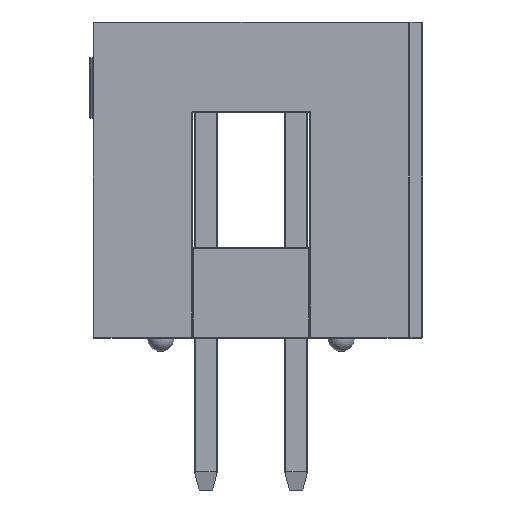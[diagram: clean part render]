
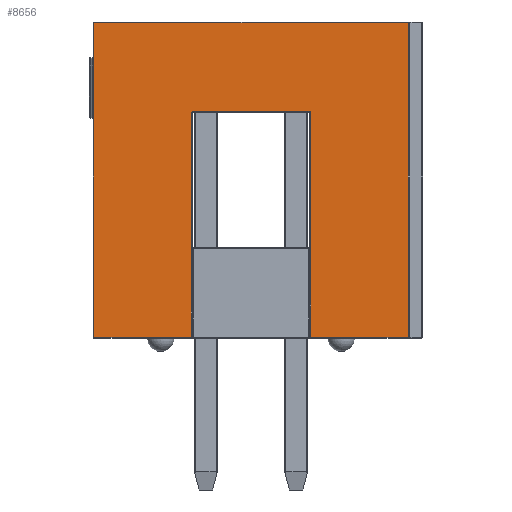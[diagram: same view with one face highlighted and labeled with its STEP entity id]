
A CAD part, left-side view. The second image highlights one B-rep face of the part: STEP entity #8656.
In plain terms, the highlighted planar face has unit normal (-1, 0, 0).
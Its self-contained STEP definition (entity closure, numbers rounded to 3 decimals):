
#638=CIRCLE('',#9325,0.051);
#780=PLANE('',#9487);
#1212=FACE_OUTER_BOUND('',#1745,.T.);
#1745=EDGE_LOOP('',(#6948,#6949,#6950,#6951,#6952,#6953,#6954,#6955,#6956));
#2147=LINE('',#12942,#2980);
#2164=LINE('',#13158,#2997);
#2168=LINE('',#13182,#3001);
#2199=LINE('',#13334,#3032);
#2201=LINE('',#13337,#3034);
#2206=LINE('',#13345,#3039);
#2209=LINE('',#13349,#3042);
#2261=LINE('',#13427,#3094);
#2980=VECTOR('',#10366,10.);
#2997=VECTOR('',#10515,10.);
#3001=VECTOR('',#10543,10.);
#3032=VECTOR('',#10724,10.);
#3034=VECTOR('',#10728,10.);
#3039=VECTOR('',#10739,10.);
#3042=VECTOR('',#10744,10.);
#3094=VECTOR('',#10848,10.);
#3897=VERTEX_POINT('',#12602);
#3934=VERTEX_POINT('',#12809);
#3953=VERTEX_POINT('',#12941);
#3998=VERTEX_POINT('',#13151);
#4007=VERTEX_POINT('',#13176);
#4008=VERTEX_POINT('',#13178);
#4033=VERTEX_POINT('',#13250);
#4034=VERTEX_POINT('',#13254);
#4047=VERTEX_POINT('',#13298);
#4810=EDGE_CURVE('',#3897,#3953,#2147,.T.);
#4875=EDGE_CURVE('',#3998,#3934,#2164,.T.);
#4885=EDGE_CURVE('',#4007,#4008,#638,.T.);
#4887=EDGE_CURVE('',#3953,#4007,#2168,.T.);
#4964=EDGE_CURVE('',#4034,#4047,#2199,.T.);
#4966=EDGE_CURVE('',#4047,#4033,#2201,.T.);
#4971=EDGE_CURVE('',#4008,#4034,#2206,.T.);
#4974=EDGE_CURVE('',#4033,#3998,#2209,.T.);
#5026=EDGE_CURVE('',#3934,#3897,#2261,.T.);
#6948=ORIENTED_EDGE('',*,*,#4964,.F.);
#6949=ORIENTED_EDGE('',*,*,#4971,.F.);
#6950=ORIENTED_EDGE('',*,*,#4885,.F.);
#6951=ORIENTED_EDGE('',*,*,#4887,.F.);
#6952=ORIENTED_EDGE('',*,*,#4810,.F.);
#6953=ORIENTED_EDGE('',*,*,#5026,.F.);
#6954=ORIENTED_EDGE('',*,*,#4875,.F.);
#6955=ORIENTED_EDGE('',*,*,#4974,.F.);
#6956=ORIENTED_EDGE('',*,*,#4966,.F.);
#8656=ADVANCED_FACE('',(#1212),#780,.T.);
#9325=AXIS2_PLACEMENT_3D('',#13179,#10537,#10538);
#9487=AXIS2_PLACEMENT_3D('',#13761,#11121,#11122);
#10366=DIRECTION('',(0.,0.,1.));
#10515=DIRECTION('',(0.,0.,-1.));
#10537=DIRECTION('center_axis',(-1.,0.,0.));
#10538=DIRECTION('ref_axis',(0.,0.707,0.707));
#10543=DIRECTION('',(0.,1.,0.));
#10724=DIRECTION('',(0.,1.,0.));
#10728=DIRECTION('',(0.,0.,1.));
#10739=DIRECTION('',(0.,0.,-1.));
#10744=DIRECTION('',(0.,-1.,0.));
#10848=DIRECTION('',(0.,1.,0.));
#11121=DIRECTION('center_axis',(-1.,0.,0.));
#11122=DIRECTION('ref_axis',(0.,-1.,0.));
#12602=CARTESIAN_POINT('',(-19.685,-1.676,0.025));
#12809=CARTESIAN_POINT('',(-19.685,-4.42,0.025));
#12941=CARTESIAN_POINT('',(-19.685,-1.676,6.375));
#12942=CARTESIAN_POINT('',(-19.685,-1.676,3.175));
#13151=CARTESIAN_POINT('',(-19.685,-4.42,8.865));
#13158=CARTESIAN_POINT('',(-19.685,-4.42,0.));
#13176=CARTESIAN_POINT('',(-19.685,1.626,6.375));
#13178=CARTESIAN_POINT('',(-19.685,1.676,6.325));
#13179=CARTESIAN_POINT('Origin',(-19.685,1.626,6.325));
#13182=CARTESIAN_POINT('',(-19.685,3.048,6.375));
#13250=CARTESIAN_POINT('',(-19.685,4.42,8.865));
#13254=CARTESIAN_POINT('',(-19.685,1.676,0.025));
#13298=CARTESIAN_POINT('',(-19.685,4.42,0.025));
#13334=CARTESIAN_POINT('',(-19.685,2.223,0.025));
#13337=CARTESIAN_POINT('',(-19.685,4.42,0.));
#13345=CARTESIAN_POINT('',(-19.685,1.676,0.));
#13349=CARTESIAN_POINT('',(-19.685,2.223,8.865));
#13427=CARTESIAN_POINT('',(-19.685,2.223,0.025));
#13761=CARTESIAN_POINT('Origin',(-19.685,4.445,0.));
